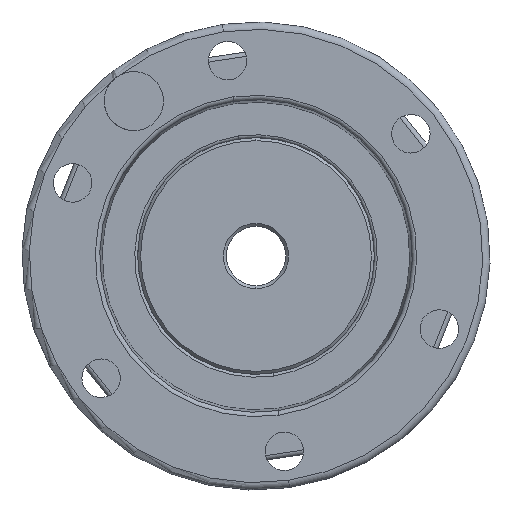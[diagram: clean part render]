
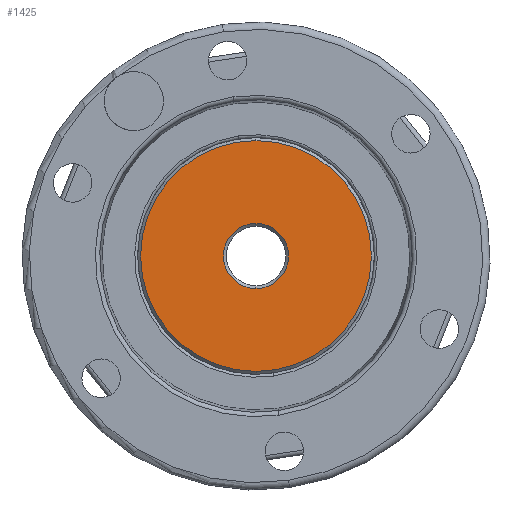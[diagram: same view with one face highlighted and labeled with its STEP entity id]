
A CAD part, front view. The second image highlights one B-rep face of the part: STEP entity #1425.
In plain terms, the highlighted planar face has unit normal (0, -1, 0).
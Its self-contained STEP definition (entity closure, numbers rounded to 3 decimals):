
#333 = ORIENTED_EDGE ( 'NONE', *, *, #7771, .T. ) ;
#562 = DIRECTION ( 'NONE',  ( 0., 1., 0. ) ) ;
#1237 = AXIS2_PLACEMENT_3D ( 'NONE', #6868, #562, #7910 ) ;
#1425 = ADVANCED_FACE ( 'NONE', ( #12937, #7376 ), #2014, .T. ) ;
#1436 = CIRCLE ( 'NONE', #6498, 39. ) ;
#1681 = EDGE_CURVE ( 'NONE', #4720, #7850, #1436, .T. ) ;
#2014 = PLANE ( 'NONE',  #9860 ) ;
#2236 = DIRECTION ( 'NONE',  ( 0., -1., 0. ) ) ;
#3229 = CIRCLE ( 'NONE', #6256, 11. ) ;
#4150 = DIRECTION ( 'NONE',  ( 0., -1., 0. ) ) ;
#4617 = CARTESIAN_POINT ( 'NONE',  ( 0., 0., -11. ) ) ;
#4720 = VERTEX_POINT ( 'NONE', #8216 ) ;
#4895 = ORIENTED_EDGE ( 'NONE', *, *, #1681, .T. ) ;
#5166 = EDGE_LOOP ( 'NONE', ( #8780, #333 ) ) ;
#5432 = ORIENTED_EDGE ( 'NONE', *, *, #6584, .T. ) ;
#5748 = CARTESIAN_POINT ( 'NONE',  ( 0., 0., 0. ) ) ;
#6121 = DIRECTION ( 'NONE',  ( 0., 1., 0. ) ) ;
#6256 = AXIS2_PLACEMENT_3D ( 'NONE', #12411, #6121, #13457 ) ;
#6498 = AXIS2_PLACEMENT_3D ( 'NONE', #8448, #4150, #7293 ) ;
#6584 = EDGE_CURVE ( 'NONE', #7850, #4720, #12612, .T. ) ;
#6783 = DIRECTION ( 'NONE',  ( 0., 0., -1. ) ) ;
#6868 = CARTESIAN_POINT ( 'NONE',  ( 0., 0., 0. ) ) ;
#7178 = CIRCLE ( 'NONE', #1237, 11. ) ;
#7293 = DIRECTION ( 'NONE',  ( 0., 0., -1. ) ) ;
#7376 = FACE_BOUND ( 'NONE', #5166, .T. ) ;
#7594 = VERTEX_POINT ( 'NONE', #7704 ) ;
#7660 = VERTEX_POINT ( 'NONE', #4617 ) ;
#7704 = CARTESIAN_POINT ( 'NONE',  ( 0., 0., 11. ) ) ;
#7771 = EDGE_CURVE ( 'NONE', #7594, #7660, #7178, .T. ) ;
#7850 = VERTEX_POINT ( 'NONE', #11181 ) ;
#7910 = DIRECTION ( 'NONE',  ( 0., 0., -1. ) ) ;
#8176 = EDGE_LOOP ( 'NONE', ( #4895, #5432 ) ) ;
#8216 = CARTESIAN_POINT ( 'NONE',  ( 0., 0., 39. ) ) ;
#8448 = CARTESIAN_POINT ( 'NONE',  ( 0., 0., 0. ) ) ;
#8780 = ORIENTED_EDGE ( 'NONE', *, *, #13499, .T. ) ;
#9860 = AXIS2_PLACEMENT_3D ( 'NONE', #11820, #2236, #12717 ) ;
#11181 = CARTESIAN_POINT ( 'NONE',  ( 0., 0., -39. ) ) ;
#11233 = AXIS2_PLACEMENT_3D ( 'NONE', #5748, #13052, #6783 ) ;
#11820 = CARTESIAN_POINT ( 'NONE',  ( -10., 0., 0. ) ) ;
#12411 = CARTESIAN_POINT ( 'NONE',  ( 0., 0., 0. ) ) ;
#12612 = CIRCLE ( 'NONE', #11233, 39. ) ;
#12717 = DIRECTION ( 'NONE',  ( 0., 0., -1. ) ) ;
#12937 = FACE_OUTER_BOUND ( 'NONE', #8176, .T. ) ;
#13052 = DIRECTION ( 'NONE',  ( 0., -1., 0. ) ) ;
#13457 = DIRECTION ( 'NONE',  ( 0., 0., -1. ) ) ;
#13499 = EDGE_CURVE ( 'NONE', #7660, #7594, #3229, .T. ) ;
